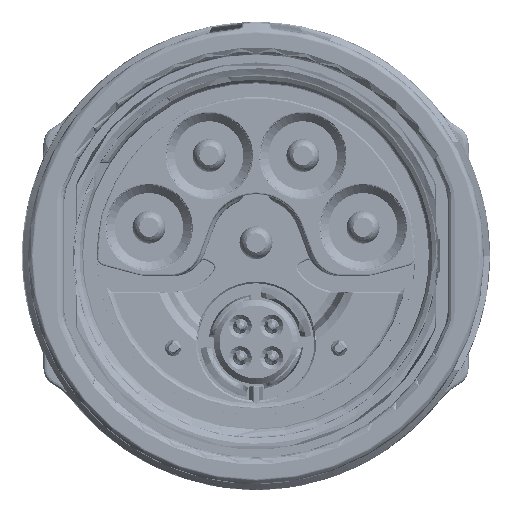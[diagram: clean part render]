
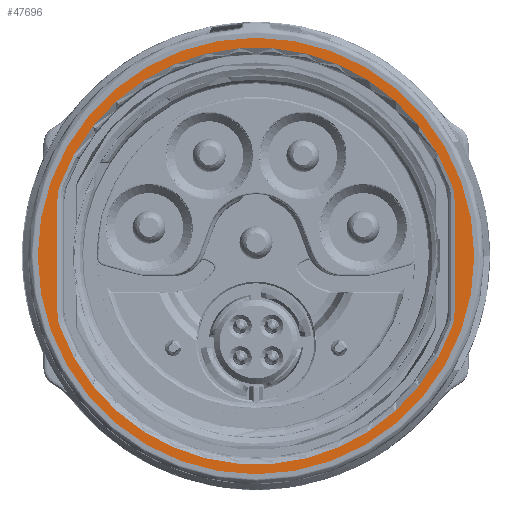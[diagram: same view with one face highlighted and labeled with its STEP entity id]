
A CAD part, left-side view. The second image highlights one B-rep face of the part: STEP entity #47696.
In plain terms, the highlighted face is planar.
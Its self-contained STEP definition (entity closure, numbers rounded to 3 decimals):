
#11739=CARTESIAN_POINT('',(0.,0.,11.22));
#11740=DIRECTION('',(0.,0.,-1.));
#11741=DIRECTION('',(0.,1.,0.));
#11742=AXIS2_PLACEMENT_3D('',#11739,#11740,#11741);
#11744=CARTESIAN_POINT('',(0.,0.,11.22));
#11745=DIRECTION('',(0.,0.,-1.));
#11746=DIRECTION('',(0.,-1.,0.));
#11747=AXIS2_PLACEMENT_3D('',#11744,#11745,#11746);
#11749=CARTESIAN_POINT('',(-12.005,-3.448,
11.22));
#11750=CARTESIAN_POINT('',(-12.005,-3.5,
11.22));
#11751=CARTESIAN_POINT('',(-12.002,-3.609,
11.22));
#11752=CARTESIAN_POINT('',(-11.985,-3.774,
11.22));
#11753=CARTESIAN_POINT('',(-11.956,-3.942,
11.22));
#11754=CARTESIAN_POINT('',(-11.916,-4.104,
11.22));
#11755=CARTESIAN_POINT('',(-11.882,-4.208,
11.22));
#11756=CARTESIAN_POINT('',(-11.864,-4.258,
11.22));
#11758=CARTESIAN_POINT('',(0.,0.,11.22));
#11759=DIRECTION('',(0.,0.,1.));
#11760=DIRECTION('',(-0.941,-0.338,0.));
#11761=AXIS2_PLACEMENT_3D('',#11758,#11759,#11760);
#11763=CARTESIAN_POINT('',(11.864,-4.258,
11.22));
#11764=CARTESIAN_POINT('',(11.882,-4.208,
11.22));
#11765=CARTESIAN_POINT('',(11.916,-4.104,
11.22));
#11766=CARTESIAN_POINT('',(11.956,-3.942,
11.22));
#11767=CARTESIAN_POINT('',(11.985,-3.774,
11.22));
#11768=CARTESIAN_POINT('',(12.002,-3.609,
11.22));
#11769=CARTESIAN_POINT('',(12.005,-3.5,
11.22));
#11770=CARTESIAN_POINT('',(12.005,-3.448,
11.22));
#11772=CARTESIAN_POINT('',(12.005,3.448,11.22));
#11773=CARTESIAN_POINT('',(12.005,3.5,11.22));
#11774=CARTESIAN_POINT('',(12.002,3.609,11.22));
#11775=CARTESIAN_POINT('',(11.985,3.774,11.22));
#11776=CARTESIAN_POINT('',(11.956,3.942,11.22));
#11777=CARTESIAN_POINT('',(11.916,4.104,11.22));
#11778=CARTESIAN_POINT('',(11.882,4.208,11.22));
#11779=CARTESIAN_POINT('',(11.864,4.258,11.22));
#11781=CARTESIAN_POINT('',(0.,0.,11.22));
#11782=DIRECTION('',(0.,0.,1.));
#11783=DIRECTION('',(0.941,0.338,0.));
#11784=AXIS2_PLACEMENT_3D('',#11781,#11782,#11783);
#11786=CARTESIAN_POINT('',(-11.864,4.258,
11.22));
#11787=CARTESIAN_POINT('',(-11.882,4.208,
11.22));
#11788=CARTESIAN_POINT('',(-11.916,4.104,
11.22));
#11789=CARTESIAN_POINT('',(-11.956,3.942,
11.22));
#11790=CARTESIAN_POINT('',(-11.985,3.774,
11.22));
#11791=CARTESIAN_POINT('',(-12.002,3.609,
11.22));
#11792=CARTESIAN_POINT('',(-12.005,3.5,
11.22));
#11793=CARTESIAN_POINT('',(-12.005,3.448,
11.22));
#11814=DIRECTION('',(0.,1.,0.));
#11815=VECTOR('',#11814,6.895);
#11816=CARTESIAN_POINT('',(-12.005,-3.448,
11.22));
#11817=LINE('',#11816,#11815);
#11870=DIRECTION('',(0.,-1.,0.));
#11871=VECTOR('',#11870,6.895);
#11872=CARTESIAN_POINT('',(12.005,3.448,11.22));
#11873=LINE('',#11872,#11871);
#33361=CARTESIAN_POINT('',(0.,13.2,11.22));
#33362=VERTEX_POINT('',#33361);
#33363=CARTESIAN_POINT('',(0.,-13.2,11.22));
#33364=VERTEX_POINT('',#33363);
#33365=VERTEX_POINT('',#11749);
#33366=VERTEX_POINT('',#11756);
#33367=CARTESIAN_POINT('',(11.864,-4.258,11.22));
#33368=VERTEX_POINT('',#33367);
#33369=VERTEX_POINT('',#11770);
#33370=CARTESIAN_POINT('',(12.005,3.448,11.22));
#33371=VERTEX_POINT('',#33370);
#33372=VERTEX_POINT('',#11779);
#33373=CARTESIAN_POINT('',(-11.864,4.258,11.22));
#33374=VERTEX_POINT('',#33373);
#33375=VERTEX_POINT('',#11793);
#47669=CARTESIAN_POINT('',(0.,0.,11.22));
#47670=DIRECTION('',(0.,0.,1.));
#47671=DIRECTION('',(0.,1.,0.));
#47672=AXIS2_PLACEMENT_3D('',#47669,#47670,#47671);
#47673=PLANE('',#47672);
#47674=ORIENTED_EDGE('',*,*,#47664,.T.);
#47675=ORIENTED_EDGE('',*,*,#47648,.T.);
#47676=EDGE_LOOP('',(#47674,#47675));
#47677=FACE_OUTER_BOUND('',#47676,.F.);
#47679=ORIENTED_EDGE('',*,*,#47678,.T.);
#47681=ORIENTED_EDGE('',*,*,#47680,.T.);
#47683=ORIENTED_EDGE('',*,*,#47682,.T.);
#47685=ORIENTED_EDGE('',*,*,#47684,.F.);
#47687=ORIENTED_EDGE('',*,*,#47686,.T.);
#47689=ORIENTED_EDGE('',*,*,#47688,.T.);
#47691=ORIENTED_EDGE('',*,*,#47690,.T.);
#47693=ORIENTED_EDGE('',*,*,#47692,.F.);
#47694=EDGE_LOOP('',(#47679,#47681,#47683,#47685,#47687,#47689,#47691,#47693));
#47695=FACE_BOUND('',#47694,.F.);
#47696=ADVANCED_FACE('',(#47677,#47695),#47673,.T.);
#11743=CIRCLE('',#11742,13.2);
#11748=CIRCLE('',#11747,13.2);
#11757=B_SPLINE_CURVE_WITH_KNOTS('',3,(#11749,#11750,#11751,#11752,#11753,
#11754,#11755,#11756),.UNSPECIFIED.,.F.,.F.,(4,1,1,1,1,4),(0.,
0.189,0.395,0.601,0.807,1.),
.UNSPECIFIED.);
#11762=CIRCLE('',#11761,12.605);
#11771=B_SPLINE_CURVE_WITH_KNOTS('',3,(#11763,#11764,#11765,#11766,#11767,
#11768,#11769,#11770),.UNSPECIFIED.,.F.,.F.,(4,1,1,1,1,4),(0.,
0.193,0.399,0.605,0.811,1.),
.UNSPECIFIED.);
#11780=B_SPLINE_CURVE_WITH_KNOTS('',3,(#11772,#11773,#11774,#11775,#11776,
#11777,#11778,#11779),.UNSPECIFIED.,.F.,.F.,(4,1,1,1,1,4),(0.,
0.189,0.395,0.601,0.807,1.),
.UNSPECIFIED.);
#11785=CIRCLE('',#11784,12.605);
#11794=B_SPLINE_CURVE_WITH_KNOTS('',3,(#11786,#11787,#11788,#11789,#11790,
#11791,#11792,#11793),.UNSPECIFIED.,.F.,.F.,(4,1,1,1,1,4),(0.,
0.193,0.399,0.605,0.811,1.),
.UNSPECIFIED.);
#47648=EDGE_CURVE('',#33364,#33362,#11748,.T.);
#47664=EDGE_CURVE('',#33362,#33364,#11743,.T.);
#47678=EDGE_CURVE('',#33365,#33366,#11757,.T.);
#47680=EDGE_CURVE('',#33366,#33368,#11762,.T.);
#47682=EDGE_CURVE('',#33368,#33369,#11771,.T.);
#47684=EDGE_CURVE('',#33371,#33369,#11873,.T.);
#47686=EDGE_CURVE('',#33371,#33372,#11780,.T.);
#47688=EDGE_CURVE('',#33372,#33374,#11785,.T.);
#47690=EDGE_CURVE('',#33374,#33375,#11794,.T.);
#47692=EDGE_CURVE('',#33365,#33375,#11817,.T.);
